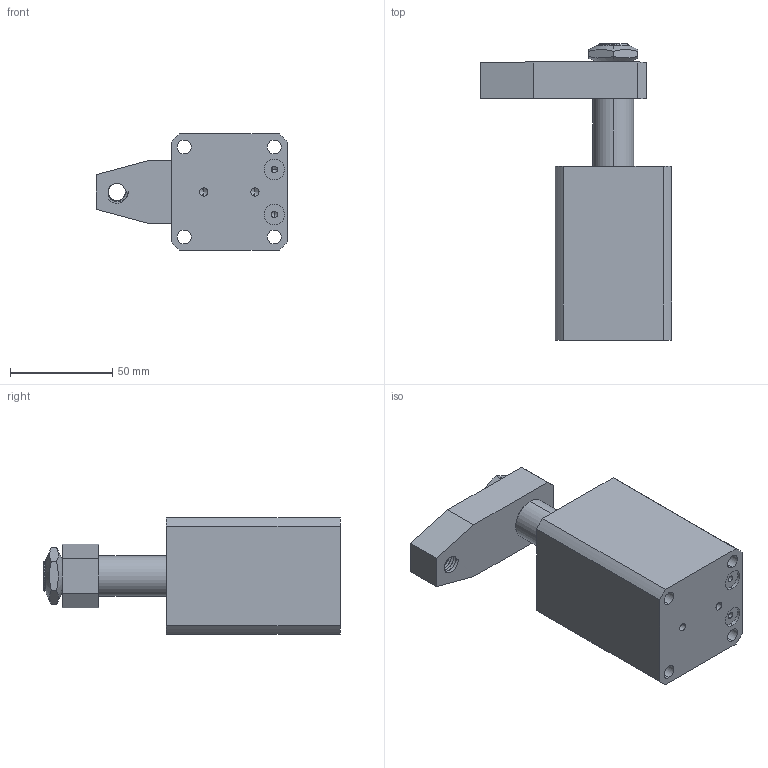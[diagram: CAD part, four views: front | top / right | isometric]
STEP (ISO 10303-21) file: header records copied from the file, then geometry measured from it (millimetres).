
FILE_DESCRIPTION (( 'STEP AP214' ), '1' );
FILE_NAME ('chs-m32s_asm.STEP', '2020-02-12T06:54:17', ( '' ), ( '' ), 'SwSTEP 2.0', 'SolidWorks 2016', '' );
FILE_SCHEMA (( 'AUTOMOTIVE_DESIGN' ));
Length unit declared in the file: millimetre
Products named in the file (5): CHS-M32BT; M16_5; CHS-32S-01_5; CHS-32S-02_4_1; chs-m32s_asm
Assembly tree (4 placements, depth 2):
  chs-m32s_asm
    CHS-32S-02_4_1
    CHS-32S-01_5
    M16_5
    CHS-M32BT
Bounding box: 93.5 x 145 x 57 mm (x, y, z)
Volume: 326737.7 mm3; surface area: 56243.6 mm2
Topology: 5 solids, 5 shells, 182 faces, 547 edges, 378 vertices
Faces by surface type: cylinder 98, plane 44, cone 22, bspline 18
Entity records: 19479 total; most frequent: CARTESIAN_POINT 14851, ORIENTED_EDGE 1074, DIRECTION 696, EDGE_CURVE 537, VERTEX_POINT 378, B_SPLINE_CURVE_WITH_KNOTS 273, AXIS2_PLACEMENT_3D 267, EDGE_LOOP 209
